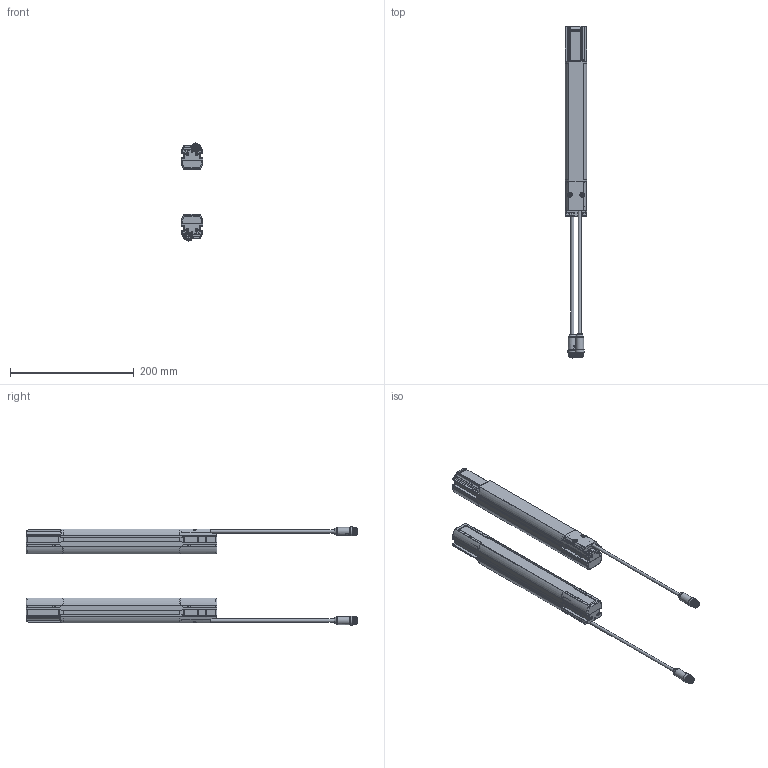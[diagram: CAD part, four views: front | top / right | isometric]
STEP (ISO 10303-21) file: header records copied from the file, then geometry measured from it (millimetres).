
FILE_DESCRIPTION (( 'STEP AP214' ), '1' );
FILE_NAME ('957920057.STEP', '2025-01-16T12:01:51', ( '' ), ( '' ), 'SwSTEP 2.0', 'SolidWorks 2024', '' );
FILE_SCHEMA (( 'AUTOMOTIVE_DESIGN' ));
Length unit declared in the file: inch
Products named in the file (1): 957920057
Bounding box: 35.15 x 537.31 x 158.7 mm (x, y, z)
Volume: 699316.9 mm3; surface area: 172201.6 mm2
Topology: 4 solids, 14 shells, 2608 faces, 6861 edges, 4298 vertices
Faces by surface type: plane 1186, cylinder 784, bspline 320, cone 236, torus 42, sphere 40
Full cylindrical faces by diameter (mm): 2.013 x8, 2.2 x8, 2.561 x2, 2.585 x2, 2.595 x2, 2.608 x2, 2.8 x1, 3 x8, 3.5 x1, 4.37 x8, 5 x18, 5.5 x4, 8.25 x2, 9.5 x2, 9.7 x2, 10.35 x2, 10.6 x6, 10.8 x2, 13 x2, 14.5 x2
Entity records: 100249 total; most frequent: CARTESIAN_POINT 42531, ORIENTED_EDGE 13012, DIRECTION 10100, EDGE_CURVE 6506, VERTEX_POINT 4203, AXIS2_PLACEMENT_3D 3403, VECTOR 3294, LINE 3294
